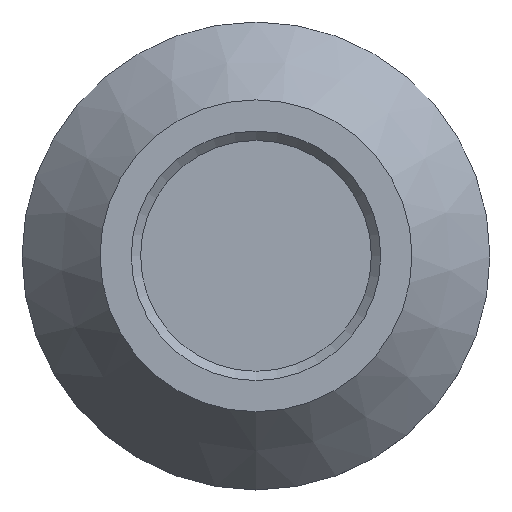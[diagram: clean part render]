
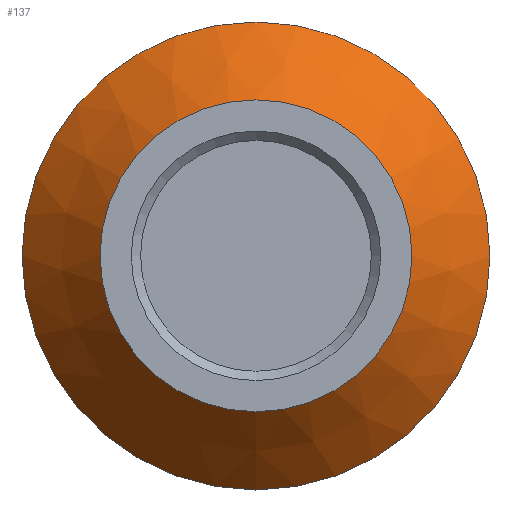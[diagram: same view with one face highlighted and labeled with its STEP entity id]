
A CAD part, top view. The second image highlights one B-rep face of the part: STEP entity #137.
In plain terms, the highlighted conical face has half-angle 40.261 degrees and reference radius 12.5 mm.
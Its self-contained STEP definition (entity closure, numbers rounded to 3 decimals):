
#34=CONICAL_SURFACE('',#171,12.5,0.703);
#39=LINE('',#269,#45);
#45=VECTOR('',#224,12.5);
#57=FACE_OUTER_BOUND('',#67,.T.);
#67=EDGE_LOOP('',(#119,#120,#121,#122));
#75=CIRCLE('',#170,10.);
#76=CIRCLE('',#172,15.);
#83=VERTEX_POINT('',#264);
#84=VERTEX_POINT('',#267);
#95=EDGE_CURVE('',#83,#83,#75,.T.);
#96=EDGE_CURVE('',#84,#84,#76,.T.);
#97=EDGE_CURVE('',#84,#83,#39,.T.);
#119=ORIENTED_EDGE('',*,*,#96,.F.);
#120=ORIENTED_EDGE('',*,*,#97,.T.);
#121=ORIENTED_EDGE('',*,*,#95,.T.);
#122=ORIENTED_EDGE('',*,*,#97,.F.);
#137=ADVANCED_FACE('',(#57),#34,.T.);
#170=AXIS2_PLACEMENT_3D('',#265,#218,#219);
#171=AXIS2_PLACEMENT_3D('',#266,#220,#221);
#172=AXIS2_PLACEMENT_3D('',#268,#222,#223);
#218=DIRECTION('center_axis',(0.,0.,-1.));
#219=DIRECTION('ref_axis',(1.,0.,0.));
#220=DIRECTION('center_axis',(0.,0.,-1.));
#221=DIRECTION('ref_axis',(0.,1.,0.));
#222=DIRECTION('center_axis',(0.,0.,-1.));
#223=DIRECTION('ref_axis',(1.,0.,0.));
#224=DIRECTION('',(0.,0.646,0.763));
#264=CARTESIAN_POINT('',(0.,-10.,-1.8));
#265=CARTESIAN_POINT('Origin',(0.,0.,-1.8));
#266=CARTESIAN_POINT('Origin',(0.,0.,-4.752));
#267=CARTESIAN_POINT('',(0.,-15.,-7.704));
#268=CARTESIAN_POINT('Origin',(0.,0.,-7.704));
#269=CARTESIAN_POINT('',(0.,-12.5,-4.752));
